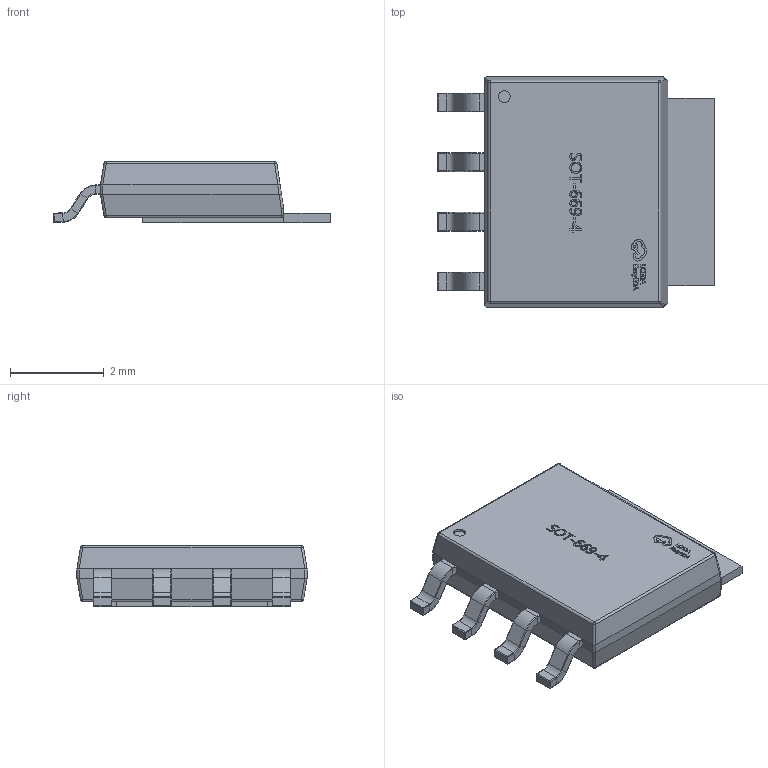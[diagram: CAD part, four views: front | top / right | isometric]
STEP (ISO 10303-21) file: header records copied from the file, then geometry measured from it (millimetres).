
FILE_DESCRIPTION (( 'STEP AP214' ), '1' );
FILE_NAME ('SOT-669-4_L4.9-W3.9-H1.2-LS6.0-P1.27.step', '2022-07-26T11:16:08', ( '' ), ( '' ), 'SwSTEP 2.0', 'SolidWorks 2020', '' );
FILE_SCHEMA (( 'AUTOMOTIVE_DESIGN' ));
Length unit declared in the file: millimetre
Products named in the file (1): SOT-669-4_L4.9-W3.9-H1.2-LS6.0-P1.27
Bounding box: 5.9 x 4.9 x 1.3 mm (x, y, z)
Volume: 25.2 mm3; surface area: 93.2 mm2
Topology: 19 solids, 19 shells, 721 faces, 1770 edges, 1108 vertices
Faces by surface type: plane 368, bspline 185, cylinder 108, torus 32, sphere 28
Entity records: 34121 total; most frequent: CARTESIAN_POINT 10305, ORIENTED_EDGE 3508, DIRECTION 2662, EDGE_CURVE 1754, VECTOR 1124, LINE 1124, VERTEX_POINT 1100, AXIS2_PLACEMENT_3D 769
